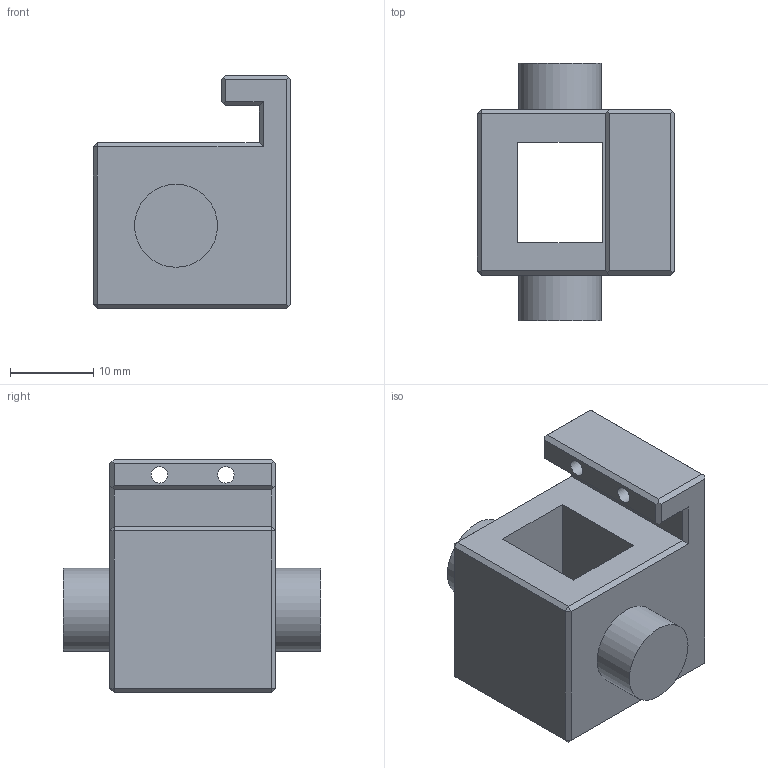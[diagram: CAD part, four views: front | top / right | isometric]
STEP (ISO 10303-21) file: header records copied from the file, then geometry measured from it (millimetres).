
FILE_DESCRIPTION(/* description */ (''),/* implementation_level */ '2;1');
FILE_NAME(/* name */ '553ee2de-7a0a-4fc8-ba0e-5d1ffb818c64.stp',/* time_stamp */ '2022-03-10T07:46:23+00:00',/* author */ (''),/* organization */ (''),/* preprocessor_version */ 'ST-DEVELOPER v18.1',/* originating_system */ 'Autodesk Translation Framework v10.14.0.1471',/* authorisation */ '');
FILE_SCHEMA (('AUTOMOTIVE_DESIGN { 1 0 10303 214 3 1 1 }'));
Length unit declared in the file: millimetre
Products named in the file (1): Finger_Motor_Joint_Desk
Bounding box: 23.77 x 31 x 28.13 mm (x, y, z)
Volume: 8721.1 mm3; surface area: 4279.1 mm2
Topology: 1 solids, 1 shells, 46 faces, 110 edges, 68 vertices
Faces by surface type: plane 42, cylinder 4
Full cylindrical faces by diameter (mm): 2 x2, 10 x2
Entity records: 1339 total; most frequent: CARTESIAN_POINT 225, ORIENTED_EDGE 220, DIRECTION 212, EDGE_CURVE 110, LINE 102, VECTOR 102, VERTEX_POINT 68, AXIS2_PLACEMENT_3D 55
